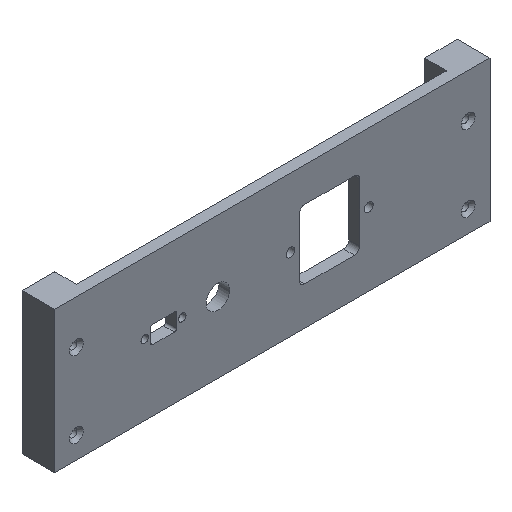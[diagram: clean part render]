
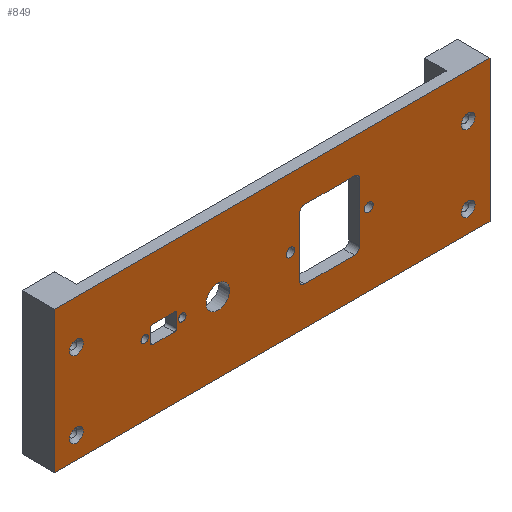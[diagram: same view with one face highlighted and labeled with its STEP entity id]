
A CAD part, isometric view. The second image highlights one B-rep face of the part: STEP entity #849.
In plain terms, the highlighted planar face has unit normal (0, -1, 0).
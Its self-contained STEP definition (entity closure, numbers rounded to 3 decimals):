
#32=FACE_BOUND('',#325,.T.);
#33=FACE_BOUND('',#326,.T.);
#34=FACE_BOUND('',#327,.T.);
#35=FACE_BOUND('',#328,.T.);
#36=FACE_BOUND('',#329,.T.);
#37=FACE_BOUND('',#330,.T.);
#38=FACE_BOUND('',#331,.T.);
#39=FACE_BOUND('',#332,.T.);
#40=FACE_BOUND('',#333,.T.);
#41=FACE_BOUND('',#334,.T.);
#42=FACE_BOUND('',#335,.T.);
#62=PLANE('',#940);
#80=LINE('',#1276,#151);
#83=LINE('',#1284,#154);
#86=LINE('',#1292,#157);
#89=LINE('',#1300,#160);
#99=LINE('',#1322,#170);
#103=LINE('',#1331,#174);
#113=LINE('',#1365,#184);
#115=LINE('',#1371,#186);
#127=LINE('',#1416,#198);
#129=LINE('',#1420,#200);
#131=LINE('',#1424,#202);
#133=LINE('',#1427,#204);
#151=VECTOR('',#1022,10.);
#154=VECTOR('',#1031,10.);
#157=VECTOR('',#1040,10.);
#160=VECTOR('',#1049,10.);
#170=VECTOR('',#1071,10.);
#174=VECTOR('',#1081,10.);
#184=VECTOR('',#1115,10.);
#186=VECTOR('',#1123,10.);
#198=VECTOR('',#1177,10.);
#200=VECTOR('',#1181,10.);
#202=VECTOR('',#1185,10.);
#204=VECTOR('',#1189,10.);
#267=FACE_OUTER_BOUND('',#324,.T.);
#324=EDGE_LOOP('',(#776,#777,#778,#779));
#325=EDGE_LOOP('',(#780));
#326=EDGE_LOOP('',(#781));
#327=EDGE_LOOP('',(#782,#783,#784,#785,#786,#787,#788,#789));
#328=EDGE_LOOP('',(#790));
#329=EDGE_LOOP('',(#791));
#330=EDGE_LOOP('',(#792));
#331=EDGE_LOOP('',(#793,#794,#795,#796,#797,#798,#799,#800));
#332=EDGE_LOOP('',(#801));
#333=EDGE_LOOP('',(#802));
#334=EDGE_LOOP('',(#803));
#335=EDGE_LOOP('',(#804));
#356=CIRCLE('',#879,1.7);
#357=CIRCLE('',#881,1.7);
#358=CIRCLE('',#884,1.);
#359=CIRCLE('',#887,1.);
#360=CIRCLE('',#890,1.);
#361=CIRCLE('',#893,1.);
#362=CIRCLE('',#899,2.4);
#363=CIRCLE('',#902,2.4);
#368=CIRCLE('',#909,5.4);
#369=CIRCLE('',#911,2.4);
#370=CIRCLE('',#914,2.4);
#371=CIRCLE('',#917,2.);
#372=CIRCLE('',#919,2.);
#373=CIRCLE('',#921,3.15);
#375=CIRCLE('',#925,3.15);
#377=CIRCLE('',#929,3.15);
#379=CIRCLE('',#933,3.15);
#412=VERTEX_POINT('',#1265);
#413=VERTEX_POINT('',#1269);
#414=VERTEX_POINT('',#1273);
#415=VERTEX_POINT('',#1275);
#416=VERTEX_POINT('',#1279);
#417=VERTEX_POINT('',#1283);
#418=VERTEX_POINT('',#1287);
#419=VERTEX_POINT('',#1291);
#420=VERTEX_POINT('',#1295);
#421=VERTEX_POINT('',#1299);
#426=VERTEX_POINT('',#1319);
#427=VERTEX_POINT('',#1321);
#428=VERTEX_POINT('',#1325);
#429=VERTEX_POINT('',#1329);
#430=VERTEX_POINT('',#1333);
#439=VERTEX_POINT('',#1355);
#440=VERTEX_POINT('',#1359);
#441=VERTEX_POINT('',#1361);
#442=VERTEX_POINT('',#1367);
#443=VERTEX_POINT('',#1373);
#444=VERTEX_POINT('',#1377);
#445=VERTEX_POINT('',#1381);
#447=VERTEX_POINT('',#1389);
#449=VERTEX_POINT('',#1397);
#451=VERTEX_POINT('',#1405);
#453=VERTEX_POINT('',#1413);
#454=VERTEX_POINT('',#1415);
#455=VERTEX_POINT('',#1419);
#456=VERTEX_POINT('',#1423);
#491=EDGE_CURVE('',#412,#412,#356,.T.);
#493=EDGE_CURVE('',#413,#413,#357,.T.);
#496=EDGE_CURVE('',#415,#414,#80,.T.);
#498=EDGE_CURVE('',#416,#415,#358,.T.);
#500=EDGE_CURVE('',#417,#416,#83,.T.);
#502=EDGE_CURVE('',#418,#417,#359,.T.);
#504=EDGE_CURVE('',#419,#418,#86,.T.);
#506=EDGE_CURVE('',#420,#419,#360,.T.);
#508=EDGE_CURVE('',#421,#420,#89,.T.);
#510=EDGE_CURVE('',#414,#421,#361,.T.);
#519=EDGE_CURVE('',#427,#426,#99,.T.);
#522=EDGE_CURVE('',#428,#426,#362,.T.);
#524=EDGE_CURVE('',#428,#429,#103,.T.);
#526=EDGE_CURVE('',#430,#429,#363,.T.);
#536=EDGE_CURVE('',#439,#439,#368,.T.);
#539=EDGE_CURVE('',#440,#441,#369,.T.);
#541=EDGE_CURVE('',#430,#441,#113,.T.);
#542=EDGE_CURVE('',#427,#442,#370,.T.);
#544=EDGE_CURVE('',#440,#442,#115,.T.);
#545=EDGE_CURVE('',#443,#443,#371,.T.);
#547=EDGE_CURVE('',#444,#444,#372,.T.);
#549=EDGE_CURVE('',#445,#445,#373,.T.);
#553=EDGE_CURVE('',#447,#447,#375,.T.);
#557=EDGE_CURVE('',#449,#449,#377,.T.);
#561=EDGE_CURVE('',#451,#451,#379,.T.);
#566=EDGE_CURVE('',#453,#454,#127,.T.);
#568=EDGE_CURVE('',#455,#453,#129,.T.);
#570=EDGE_CURVE('',#456,#455,#131,.T.);
#572=EDGE_CURVE('',#454,#456,#133,.T.);
#776=ORIENTED_EDGE('',*,*,#572,.F.);
#777=ORIENTED_EDGE('',*,*,#566,.F.);
#778=ORIENTED_EDGE('',*,*,#568,.F.);
#779=ORIENTED_EDGE('',*,*,#570,.F.);
#780=ORIENTED_EDGE('',*,*,#491,.T.);
#781=ORIENTED_EDGE('',*,*,#493,.T.);
#782=ORIENTED_EDGE('',*,*,#496,.T.);
#783=ORIENTED_EDGE('',*,*,#510,.T.);
#784=ORIENTED_EDGE('',*,*,#508,.T.);
#785=ORIENTED_EDGE('',*,*,#506,.T.);
#786=ORIENTED_EDGE('',*,*,#504,.T.);
#787=ORIENTED_EDGE('',*,*,#502,.T.);
#788=ORIENTED_EDGE('',*,*,#500,.T.);
#789=ORIENTED_EDGE('',*,*,#498,.T.);
#790=ORIENTED_EDGE('',*,*,#536,.T.);
#791=ORIENTED_EDGE('',*,*,#545,.T.);
#792=ORIENTED_EDGE('',*,*,#547,.T.);
#793=ORIENTED_EDGE('',*,*,#541,.T.);
#794=ORIENTED_EDGE('',*,*,#539,.F.);
#795=ORIENTED_EDGE('',*,*,#544,.T.);
#796=ORIENTED_EDGE('',*,*,#542,.F.);
#797=ORIENTED_EDGE('',*,*,#519,.T.);
#798=ORIENTED_EDGE('',*,*,#522,.F.);
#799=ORIENTED_EDGE('',*,*,#524,.T.);
#800=ORIENTED_EDGE('',*,*,#526,.F.);
#801=ORIENTED_EDGE('',*,*,#549,.T.);
#802=ORIENTED_EDGE('',*,*,#553,.T.);
#803=ORIENTED_EDGE('',*,*,#557,.T.);
#804=ORIENTED_EDGE('',*,*,#561,.T.);
#849=ADVANCED_FACE('',(#267,#32,#33,#34,#35,#36,#37,#38,#39,#40,#41,#42),
#62,.F.);
#879=AXIS2_PLACEMENT_3D('',#1266,#1011,#1012);
#881=AXIS2_PLACEMENT_3D('',#1270,#1016,#1017);
#884=AXIS2_PLACEMENT_3D('',#1280,#1026,#1027);
#887=AXIS2_PLACEMENT_3D('',#1288,#1035,#1036);
#890=AXIS2_PLACEMENT_3D('',#1296,#1044,#1045);
#893=AXIS2_PLACEMENT_3D('',#1303,#1053,#1054);
#899=AXIS2_PLACEMENT_3D('',#1327,#1076,#1077);
#902=AXIS2_PLACEMENT_3D('',#1335,#1085,#1086);
#909=AXIS2_PLACEMENT_3D('',#1356,#1104,#1105);
#911=AXIS2_PLACEMENT_3D('',#1362,#1110,#1111);
#914=AXIS2_PLACEMENT_3D('',#1368,#1118,#1119);
#917=AXIS2_PLACEMENT_3D('',#1374,#1126,#1127);
#919=AXIS2_PLACEMENT_3D('',#1378,#1131,#1132);
#921=AXIS2_PLACEMENT_3D('',#1382,#1136,#1137);
#925=AXIS2_PLACEMENT_3D('',#1390,#1146,#1147);
#929=AXIS2_PLACEMENT_3D('',#1398,#1156,#1157);
#933=AXIS2_PLACEMENT_3D('',#1406,#1166,#1167);
#940=AXIS2_PLACEMENT_3D('',#1428,#1190,#1191);
#1011=DIRECTION('center_axis',(0.,1.,0.));
#1012=DIRECTION('ref_axis',(0.,0.,-1.));
#1016=DIRECTION('center_axis',(0.,1.,0.));
#1017=DIRECTION('ref_axis',(0.,0.,-1.));
#1022=DIRECTION('',(0.,0.,-1.));
#1026=DIRECTION('center_axis',(0.,1.,0.));
#1027=DIRECTION('ref_axis',(1.,0.,0.));
#1031=DIRECTION('',(1.,0.,0.));
#1035=DIRECTION('center_axis',(0.,1.,0.));
#1036=DIRECTION('ref_axis',(0.,0.,1.));
#1040=DIRECTION('',(0.,0.,1.));
#1044=DIRECTION('center_axis',(0.,1.,0.));
#1045=DIRECTION('ref_axis',(-1.,0.,0.));
#1049=DIRECTION('',(-1.,0.,0.));
#1053=DIRECTION('center_axis',(0.,1.,0.));
#1054=DIRECTION('ref_axis',(0.,0.,-1.));
#1071=DIRECTION('',(0.,0.,1.));
#1076=DIRECTION('center_axis',(0.,-1.,0.));
#1077=DIRECTION('ref_axis',(-0.707,0.,0.707));
#1081=DIRECTION('',(1.,0.,0.));
#1085=DIRECTION('center_axis',(0.,-1.,0.));
#1086=DIRECTION('ref_axis',(0.707,0.,0.707));
#1104=DIRECTION('center_axis',(0.,1.,0.));
#1105=DIRECTION('ref_axis',(1.,0.,0.));
#1110=DIRECTION('center_axis',(0.,-1.,0.));
#1111=DIRECTION('ref_axis',(0.707,0.,-0.707));
#1115=DIRECTION('',(0.,0.,-1.));
#1118=DIRECTION('center_axis',(0.,-1.,0.));
#1119=DIRECTION('ref_axis',(-0.707,0.,-0.707));
#1123=DIRECTION('',(-1.,0.,0.));
#1126=DIRECTION('center_axis',(0.,1.,0.));
#1127=DIRECTION('ref_axis',(0.,0.,-1.));
#1131=DIRECTION('center_axis',(0.,1.,0.));
#1132=DIRECTION('ref_axis',(0.,0.,-1.));
#1136=DIRECTION('center_axis',(0.,1.,0.));
#1137=DIRECTION('ref_axis',(0.,0.,-1.));
#1146=DIRECTION('center_axis',(0.,1.,0.));
#1147=DIRECTION('ref_axis',(0.,0.,-1.));
#1156=DIRECTION('center_axis',(0.,1.,0.));
#1157=DIRECTION('ref_axis',(0.,0.,-1.));
#1166=DIRECTION('center_axis',(0.,1.,0.));
#1167=DIRECTION('ref_axis',(0.,0.,-1.));
#1177=DIRECTION('',(1.,0.,0.));
#1181=DIRECTION('',(0.,0.,1.));
#1185=DIRECTION('',(-1.,0.,0.));
#1189=DIRECTION('',(0.,0.,-1.));
#1190=DIRECTION('center_axis',(0.,1.,0.));
#1191=DIRECTION('ref_axis',(1.,0.,0.));
#1265=CARTESIAN_POINT('',(-58.65,0.,1.7));
#1266=CARTESIAN_POINT('Origin',(-58.65,0.,0.));
#1269=CARTESIAN_POINT('',(-41.35,0.,1.7));
#1270=CARTESIAN_POINT('Origin',(-41.35,0.,0.));
#1273=CARTESIAN_POINT('',(-44.,0.,-3.));
#1275=CARTESIAN_POINT('',(-44.,0.,3.));
#1276=CARTESIAN_POINT('',(-44.,0.,1.5));
#1279=CARTESIAN_POINT('',(-45.,0.,4.));
#1280=CARTESIAN_POINT('Origin',(-45.,0.,3.));
#1283=CARTESIAN_POINT('',(-55.,0.,4.));
#1284=CARTESIAN_POINT('',(-27.5,0.,4.));
#1287=CARTESIAN_POINT('',(-56.,0.,3.));
#1288=CARTESIAN_POINT('Origin',(-55.,0.,3.));
#1291=CARTESIAN_POINT('',(-56.,0.,-3.));
#1292=CARTESIAN_POINT('',(-56.,0.,-1.5));
#1295=CARTESIAN_POINT('',(-55.,0.,-4.));
#1296=CARTESIAN_POINT('Origin',(-55.,0.,-3.));
#1299=CARTESIAN_POINT('',(-45.,0.,-4.));
#1300=CARTESIAN_POINT('',(-22.5,0.,-4.));
#1303=CARTESIAN_POINT('Origin',(-45.,0.,-3.));
#1319=CARTESIAN_POINT('',(12.5,0.,14.4));
#1321=CARTESIAN_POINT('',(12.5,0.,-12.4));
#1322=CARTESIAN_POINT('',(12.5,0.,-7.4));
#1325=CARTESIAN_POINT('',(14.9,0.,16.8));
#1327=CARTESIAN_POINT('Origin',(14.9,0.,14.4));
#1329=CARTESIAN_POINT('',(37.7,0.,16.8));
#1331=CARTESIAN_POINT('',(6.25,0.,16.8));
#1333=CARTESIAN_POINT('',(40.1,0.,14.4));
#1335=CARTESIAN_POINT('Origin',(37.7,0.,14.4));
#1355=CARTESIAN_POINT('',(-30.4,0.,0.));
#1356=CARTESIAN_POINT('Origin',(-25.,0.,0.));
#1359=CARTESIAN_POINT('',(37.7,0.,-14.8));
#1361=CARTESIAN_POINT('',(40.1,0.,-12.4));
#1362=CARTESIAN_POINT('Origin',(37.7,0.,-12.4));
#1365=CARTESIAN_POINT('',(40.1,0.,8.4));
#1367=CARTESIAN_POINT('',(14.9,0.,-14.8));
#1368=CARTESIAN_POINT('Origin',(14.9,0.,-12.4));
#1371=CARTESIAN_POINT('',(20.05,0.,-14.8));
#1373=CARTESIAN_POINT('',(44.3,0.,3.));
#1374=CARTESIAN_POINT('Origin',(44.3,0.,1.));
#1377=CARTESIAN_POINT('',(8.3,0.,3.));
#1378=CARTESIAN_POINT('Origin',(8.3,0.,1.));
#1381=CARTESIAN_POINT('',(90.,0.,15.65));
#1382=CARTESIAN_POINT('Origin',(90.,0.,12.5));
#1389=CARTESIAN_POINT('',(-90.,0.,15.65));
#1390=CARTESIAN_POINT('Origin',(-90.,0.,12.5));
#1397=CARTESIAN_POINT('',(-90.,0.,-19.35));
#1398=CARTESIAN_POINT('Origin',(-90.,0.,-22.5));
#1405=CARTESIAN_POINT('',(90.,0.,-19.35));
#1406=CARTESIAN_POINT('Origin',(90.,0.,-22.5));
#1413=CARTESIAN_POINT('',(-100.,0.,32.5));
#1415=CARTESIAN_POINT('',(100.,0.,32.5));
#1416=CARTESIAN_POINT('',(-100.,0.,32.5));
#1419=CARTESIAN_POINT('',(-100.,0.,-32.5));
#1420=CARTESIAN_POINT('',(-100.,0.,-32.5));
#1423=CARTESIAN_POINT('',(100.,0.,-32.5));
#1424=CARTESIAN_POINT('',(100.,0.,-32.5));
#1427=CARTESIAN_POINT('',(100.,0.,32.5));
#1428=CARTESIAN_POINT('Origin',(0.,0.,0.));
